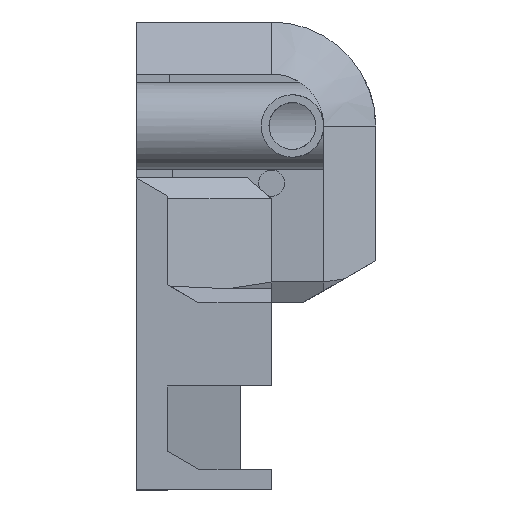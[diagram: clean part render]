
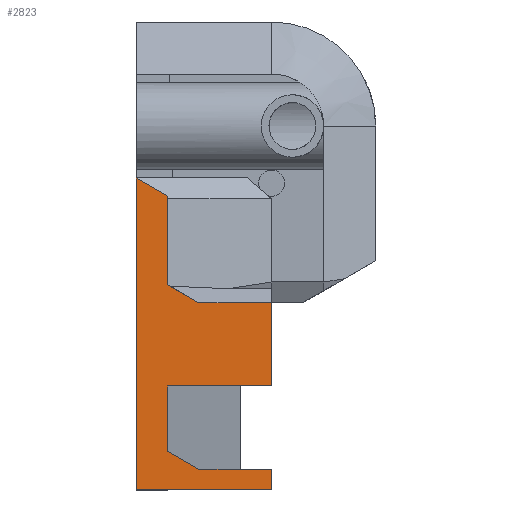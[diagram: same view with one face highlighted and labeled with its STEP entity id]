
A CAD part, left-side view. The second image highlights one B-rep face of the part: STEP entity #2823.
In plain terms, the highlighted planar face has unit normal (-1, 0, 0).
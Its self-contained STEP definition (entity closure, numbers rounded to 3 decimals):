
#23 = VECTOR ( 'NONE', #3495, 1000. ) ;
#31 = LINE ( 'NONE', #3499, #23 ) ;
#77 = LINE ( 'NONE', #3407, #98 ) ;
#98 = VECTOR ( 'NONE', #3426, 1000. ) ;
#169 = DIRECTION ( 'NONE',  ( 0., 0., -1. ) ) ;
#183 = CARTESIAN_POINT ( 'NONE',  ( -118.2, -10., -20. ) ) ;
#260 = DIRECTION ( 'NONE',  ( 0., -1., 0. ) ) ;
#268 = CARTESIAN_POINT ( 'NONE',  ( -118.2, 0., -0.268 ) ) ;
#276 = CARTESIAN_POINT ( 'NONE',  ( -118.2, 0., -2. ) ) ;
#288 = DIRECTION ( 'NONE',  ( 0., 0.866, 0.5 ) ) ;
#460 = DIRECTION ( 'NONE',  ( 0., 0., 1. ) ) ;
#484 = PLANE ( 'NONE',  #2609 ) ;
#494 = DIRECTION ( 'NONE',  ( 1., 0., 0. ) ) ;
#509 = CARTESIAN_POINT ( 'NONE',  ( -118.2, 34.687, -20. ) ) ;
#654 = EDGE_CURVE ( 'NONE', #2572, #2529, #2249, .T. ) ;
#681 = EDGE_CURVE ( 'NONE', #2524, #2589, #31, .T. ) ;
#703 = EDGE_CURVE ( 'NONE', #2122, #2499, #77, .T. ) ;
#782 = DIRECTION ( 'NONE',  ( 0., -1., 0. ) ) ;
#803 = CARTESIAN_POINT ( 'NONE',  ( -118.2, 34.687, -20. ) ) ;
#816 = CARTESIAN_POINT ( 'NONE',  ( -118.2, 0., -10. ) ) ;
#840 = CARTESIAN_POINT ( 'NONE',  ( -118.2, 0., -16.268 ) ) ;
#883 = CARTESIAN_POINT ( 'NONE',  ( -118.2, -10., -20. ) ) ;
#905 = CARTESIAN_POINT ( 'NONE',  ( -118.2, 3., 10. ) ) ;
#926 = CARTESIAN_POINT ( 'NONE',  ( -118.2, 0., -0.268 ) ) ;
#928 = CARTESIAN_POINT ( 'NONE',  ( -118.2, 3., -20. ) ) ;
#962 = CARTESIAN_POINT ( 'NONE',  ( -118.2, 0., 8.268 ) ) ;
#1115 = EDGE_CURVE ( 'NONE', #2103, #2564, #1470, .T. ) ;
#1133 = EDGE_CURVE ( 'NONE', #2572, #2589, #1438, .T. ) ;
#1167 = EDGE_CURVE ( 'NONE', #2092, #2524, #1398, .T. ) ;
#1174 = EDGE_CURVE ( 'NONE', #2092, #2097, #1418, .T. ) ;
#1203 = EDGE_CURVE ( 'NONE', #2097, #2122, #1515, .T. ) ;
#1214 = EDGE_CURVE ( 'NONE', #2088, #2502, #3223, .T. ) ;
#1215 = EDGE_CURVE ( 'NONE', #2088, #2103, #3213, .T. ) ;
#1226 = CARTESIAN_POINT ( 'NONE',  ( -118.2, 3., 10. ) ) ;
#1227 = DIRECTION ( 'NONE',  ( 0., -0.866, -0.5 ) ) ;
#1322 = CARTESIAN_POINT ( 'NONE',  ( -118.2, -10., -20. ) ) ;
#1367 = DIRECTION ( 'NONE',  ( 0., 0., -1. ) ) ;
#1388 = VECTOR ( 'NONE', #288, 1000. ) ;
#1398 = LINE ( 'NONE', #268, #1388 ) ;
#1418 = LINE ( 'NONE', #276, #1424 ) ;
#1419 = VECTOR ( 'NONE', #169, 1000. ) ;
#1424 = VECTOR ( 'NONE', #260, 1000. ) ;
#1438 = LINE ( 'NONE', #1226, #1443 ) ;
#1443 = VECTOR ( 'NONE', #1227, 1000. ) ;
#1470 = LINE ( 'NONE', #1322, #1472 ) ;
#1472 = VECTOR ( 'NONE', #1367, 1000. ) ;
#1515 = LINE ( 'NONE', #183, #1419 ) ;
#1554 = DIRECTION ( 'NONE',  ( 0., 0.866, 0.5 ) ) ;
#1565 = CARTESIAN_POINT ( 'NONE',  ( -118.2, 0., -16.268 ) ) ;
#1576 = DIRECTION ( 'NONE',  ( 0., -1., 0. ) ) ;
#1578 = CARTESIAN_POINT ( 'NONE',  ( -118.2, -10., -18. ) ) ;
#1595 = CARTESIAN_POINT ( 'NONE',  ( -118.2, -3., -2. ) ) ;
#1600 = CARTESIAN_POINT ( 'NONE',  ( -118.2, -3., -18. ) ) ;
#1601 = CARTESIAN_POINT ( 'NONE',  ( -118.2, -10., -2. ) ) ;
#1619 = CARTESIAN_POINT ( 'NONE',  ( -118.2, -10., -10. ) ) ;
#1634 = CARTESIAN_POINT ( 'NONE',  ( -118.2, -10., -18. ) ) ;
#1821 = DIRECTION ( 'NONE',  ( 0., 0., 1. ) ) ;
#1823 = CARTESIAN_POINT ( 'NONE',  ( -118.2, 0., -5. ) ) ;
#2018 = DIRECTION ( 'NONE',  ( 0., 0., -1. ) ) ;
#2019 = CARTESIAN_POINT ( 'NONE',  ( -118.2, 3., -20. ) ) ;
#2088 = VERTEX_POINT ( 'NONE', #1600 ) ;
#2092 = VERTEX_POINT ( 'NONE', #1595 ) ;
#2097 = VERTEX_POINT ( 'NONE', #1601 ) ;
#2103 = VERTEX_POINT ( 'NONE', #1634 ) ;
#2122 = VERTEX_POINT ( 'NONE', #1619 ) ;
#2249 = LINE ( 'NONE', #2019, #2291 ) ;
#2291 = VECTOR ( 'NONE', #2018, 1000. ) ;
#2420 = EDGE_CURVE ( 'NONE', #2502, #2499, #3315, .T. ) ;
#2442 = EDGE_CURVE ( 'NONE', #2529, #2564, #3576, .T. ) ;
#2499 = VERTEX_POINT ( 'NONE', #816 ) ;
#2502 = VERTEX_POINT ( 'NONE', #840 ) ;
#2524 = VERTEX_POINT ( 'NONE', #926 ) ;
#2529 = VERTEX_POINT ( 'NONE', #928 ) ;
#2564 = VERTEX_POINT ( 'NONE', #883 ) ;
#2572 = VERTEX_POINT ( 'NONE', #905 ) ;
#2589 = VERTEX_POINT ( 'NONE', #962 ) ;
#2609 = AXIS2_PLACEMENT_3D ( 'NONE', #509, #494, #460 ) ;
#2823 = ADVANCED_FACE ( 'NONE', ( #3704 ), #484, .F. ) ;
#2920 = EDGE_LOOP ( 'NONE', ( #3787, #3144, #3174, #3154, #3123, #3158, #3097, #3103, #3098, #3161, #3096, #3110 ) ) ;
#3096 = ORIENTED_EDGE ( 'NONE', *, *, #1214, .T. ) ;
#3097 = ORIENTED_EDGE ( 'NONE', *, *, #654, .T. ) ;
#3098 = ORIENTED_EDGE ( 'NONE', *, *, #1115, .F. ) ;
#3103 = ORIENTED_EDGE ( 'NONE', *, *, #2442, .T. ) ;
#3110 = ORIENTED_EDGE ( 'NONE', *, *, #2420, .T. ) ;
#3123 = ORIENTED_EDGE ( 'NONE', *, *, #681, .T. ) ;
#3144 = ORIENTED_EDGE ( 'NONE', *, *, #1203, .F. ) ;
#3154 = ORIENTED_EDGE ( 'NONE', *, *, #1167, .T. ) ;
#3158 = ORIENTED_EDGE ( 'NONE', *, *, #1133, .F. ) ;
#3161 = ORIENTED_EDGE ( 'NONE', *, *, #1215, .F. ) ;
#3174 = ORIENTED_EDGE ( 'NONE', *, *, #1174, .F. ) ;
#3183 = VECTOR ( 'NONE', #1554, 1000. ) ;
#3199 = VECTOR ( 'NONE', #1576, 1000. ) ;
#3213 = LINE ( 'NONE', #1578, #3199 ) ;
#3223 = LINE ( 'NONE', #1565, #3183 ) ;
#3314 = VECTOR ( 'NONE', #1821, 1000. ) ;
#3315 = LINE ( 'NONE', #1823, #3314 ) ;
#3407 = CARTESIAN_POINT ( 'NONE',  ( -118.2, 0., -10. ) ) ;
#3426 = DIRECTION ( 'NONE',  ( 0., 1., 0. ) ) ;
#3495 = DIRECTION ( 'NONE',  ( 0., 0., 1. ) ) ;
#3499 = CARTESIAN_POINT ( 'NONE',  ( -118.2, 0., -5. ) ) ;
#3570 = VECTOR ( 'NONE', #782, 1000. ) ;
#3576 = LINE ( 'NONE', #803, #3570 ) ;
#3704 = FACE_OUTER_BOUND ( 'NONE', #2920, .T. ) ;
#3787 = ORIENTED_EDGE ( 'NONE', *, *, #703, .F. ) ;
